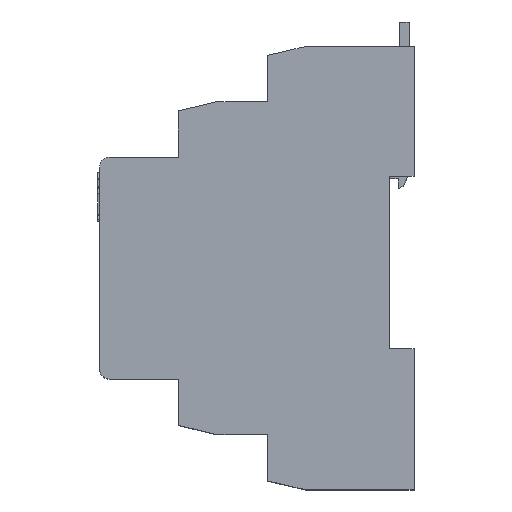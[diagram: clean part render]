
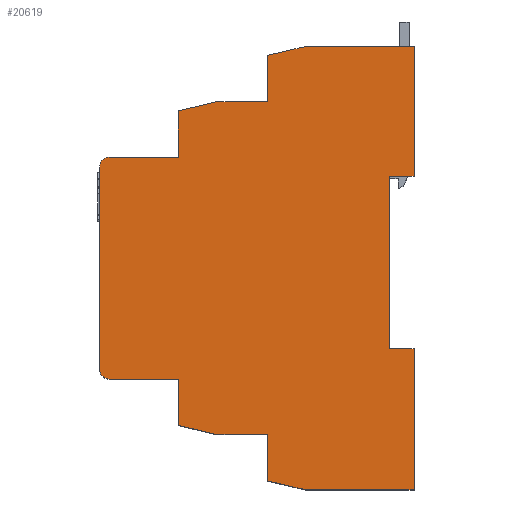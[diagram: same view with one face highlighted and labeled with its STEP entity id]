
A CAD part, top view. The second image highlights one B-rep face of the part: STEP entity #20619.
In plain terms, the highlighted planar face has unit normal (0, 0, 1).
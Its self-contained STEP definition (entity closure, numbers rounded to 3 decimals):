
#16581=DIRECTION('',(0.,1.,0.));
#16582=VECTOR('',#16581,41.);
#16583=CARTESIAN_POINT('',(19812.475,9510.043,35.));
#16584=LINE('',#16583,#16582);
#16737=DIRECTION('',(1.,0.,0.));
#16738=VECTOR('',#16737,14.);
#16739=CARTESIAN_POINT('',(19814.475,9553.043,35.));
#16740=LINE('',#16739,#16738);
#16744=CARTESIAN_POINT('',(19814.475,9551.043,35.));
#16745=DIRECTION('',(0.,0.,1.));
#16746=DIRECTION('',(0.,1.,0.));
#16747=AXIS2_PLACEMENT_3D('',#16744,#16745,#16746);
#16752=DIRECTION('',(-0.973,-0.23,0.));
#16753=VECTOR('',#16752,7.81);
#16754=CARTESIAN_POINT('',(19836.075,9564.243,35.));
#16755=LINE('',#16754,#16753);
#16759=DIRECTION('',(-0.973,-0.23,0.));
#16760=VECTOR('',#16759,7.81);
#16761=CARTESIAN_POINT('',(19854.175,9575.493,35.));
#16762=LINE('',#16761,#16760);
#16766=DIRECTION('',(0.973,-0.23,0.));
#16767=VECTOR('',#16766,7.81);
#16768=CARTESIAN_POINT('',(19846.575,9487.393,35.));
#16769=LINE('',#16768,#16767);
#16773=DIRECTION('',(0.973,-0.23,0.));
#16774=VECTOR('',#16773,7.81);
#16775=CARTESIAN_POINT('',(19828.475,9498.643,35.));
#16776=LINE('',#16775,#16774);
#16780=DIRECTION('',(1.,0.,0.));
#16781=VECTOR('',#16780,14.);
#16782=CARTESIAN_POINT('',(19814.475,9508.043,35.));
#16783=LINE('',#16782,#16781);
#16787=CARTESIAN_POINT('',(19814.475,9510.043,35.));
#16788=DIRECTION('',(0.,0.,1.));
#16789=DIRECTION('',(-1.,0.,0.));
#16790=AXIS2_PLACEMENT_3D('',#16787,#16788,#16789);
#16795=DIRECTION('',(0.,1.,0.));
#16796=VECTOR('',#16795,9.4);
#16797=CARTESIAN_POINT('',(19828.475,9553.043,35.));
#16798=LINE('',#16797,#16796);
#16830=DIRECTION('',(1.,0.,0.));
#16831=VECTOR('',#16830,10.5);
#16832=CARTESIAN_POINT('',(19836.075,9564.243,35.));
#16833=LINE('',#16832,#16831);
#16844=DIRECTION('',(0.,1.,0.));
#16845=VECTOR('',#16844,9.45);
#16846=CARTESIAN_POINT('',(19846.575,9564.243,35.));
#16847=LINE('',#16846,#16845);
#16874=DIRECTION('',(1.,0.,0.));
#16875=VECTOR('',#16874,22.1);
#16876=CARTESIAN_POINT('',(19854.175,9575.493,35.));
#16877=LINE('',#16876,#16875);
#17056=DIRECTION('',(0.,-1.,0.));
#17057=VECTOR('',#17056,35.);
#17058=CARTESIAN_POINT('',(19871.275,9549.193,35.));
#17059=LINE('',#17058,#17057);
#17133=DIRECTION('',(0.,-1.,0.));
#17134=VECTOR('',#17133,26.3);
#17135=CARTESIAN_POINT('',(19876.275,9575.493,35.));
#17136=LINE('',#17135,#17134);
#17168=DIRECTION('',(-1.,0.,0.));
#17169=VECTOR('',#17168,5.);
#17170=CARTESIAN_POINT('',(19876.275,9549.193,35.));
#17171=LINE('',#17170,#17169);
#17420=DIRECTION('',(0.,-1.,0.));
#17421=VECTOR('',#17420,28.6);
#17422=CARTESIAN_POINT('',(19876.275,9514.193,35.));
#17423=LINE('',#17422,#17421);
#17448=DIRECTION('',(1.,0.,0.));
#17449=VECTOR('',#17448,5.);
#17450=CARTESIAN_POINT('',(19871.275,9514.193,35.));
#17451=LINE('',#17450,#17449);
#17546=DIRECTION('',(-1.,0.,0.));
#17547=VECTOR('',#17546,22.1);
#17548=CARTESIAN_POINT('',(19876.275,9485.593,35.));
#17549=LINE('',#17548,#17547);
#17574=DIRECTION('',(0.,1.,0.));
#17575=VECTOR('',#17574,9.45);
#17576=CARTESIAN_POINT('',(19846.575,9487.393,35.));
#17577=LINE('',#17576,#17575);
#17604=DIRECTION('',(-1.,0.,0.));
#17605=VECTOR('',#17604,10.5);
#17606=CARTESIAN_POINT('',(19846.575,9496.843,35.));
#17607=LINE('',#17606,#17605);
#17625=DIRECTION('',(0.,1.,0.));
#17626=VECTOR('',#17625,9.4);
#17627=CARTESIAN_POINT('',(19828.475,9498.643,35.));
#17628=LINE('',#17627,#17626);
#19849=CARTESIAN_POINT('',(19812.475,9551.043,35.));
#19851=VERTEX_POINT('',#19849);
#19852=CARTESIAN_POINT('',(19814.475,9553.043,35.));
#19853=VERTEX_POINT('',#19852);
#19896=CARTESIAN_POINT('',(19812.475,9510.043,35.));
#19897=VERTEX_POINT('',#19896);
#19898=CARTESIAN_POINT('',(19814.475,9508.043,35.));
#19899=VERTEX_POINT('',#19898);
#19900=CARTESIAN_POINT('',(19828.475,9508.043,35.));
#19901=VERTEX_POINT('',#19900);
#19902=CARTESIAN_POINT('',(19828.475,9498.643,35.));
#19903=VERTEX_POINT('',#19902);
#19904=CARTESIAN_POINT('',(19836.075,9496.843,35.));
#19905=VERTEX_POINT('',#19904);
#19906=CARTESIAN_POINT('',(19846.575,9496.843,35.));
#19907=VERTEX_POINT('',#19906);
#19908=CARTESIAN_POINT('',(19846.575,9487.393,35.));
#19909=VERTEX_POINT('',#19908);
#19910=CARTESIAN_POINT('',(19854.175,9485.593,35.));
#19911=VERTEX_POINT('',#19910);
#19912=CARTESIAN_POINT('',(19876.275,9485.593,35.));
#19913=VERTEX_POINT('',#19912);
#19914=CARTESIAN_POINT('',(19876.275,9514.193,35.));
#19915=VERTEX_POINT('',#19914);
#19916=CARTESIAN_POINT('',(19871.275,9514.193,35.));
#19917=VERTEX_POINT('',#19916);
#19918=CARTESIAN_POINT('',(19871.275,9549.193,35.));
#19919=VERTEX_POINT('',#19918);
#19920=CARTESIAN_POINT('',(19876.275,9549.193,35.));
#19921=VERTEX_POINT('',#19920);
#19922=CARTESIAN_POINT('',(19876.275,9575.493,35.));
#19923=VERTEX_POINT('',#19922);
#19924=CARTESIAN_POINT('',(19854.175,9575.493,35.));
#19925=VERTEX_POINT('',#19924);
#19926=CARTESIAN_POINT('',(19846.575,9573.693,35.));
#19927=VERTEX_POINT('',#19926);
#19928=CARTESIAN_POINT('',(19846.575,9564.243,35.));
#19929=VERTEX_POINT('',#19928);
#19930=CARTESIAN_POINT('',(19836.075,9564.243,35.));
#19931=VERTEX_POINT('',#19930);
#19932=CARTESIAN_POINT('',(19828.475,9562.443,35.));
#19933=VERTEX_POINT('',#19932);
#19934=CARTESIAN_POINT('',(19828.475,9553.043,35.));
#19935=VERTEX_POINT('',#19934);
#20571=CARTESIAN_POINT('',(19814.475,9530.543,35.));
#20572=DIRECTION('',(0.,0.,1.));
#20573=DIRECTION('',(0.,1.,0.));
#20574=AXIS2_PLACEMENT_3D('',#20571,#20572,#20573);
#20575=PLANE('',#20574);
#20576=ORIENTED_EDGE('',*,*,#20479,.T.);
#20577=ORIENTED_EDGE('',*,*,#20459,.F.);
#20578=ORIENTED_EDGE('',*,*,#20555,.T.);
#20580=ORIENTED_EDGE('',*,*,#20579,.T.);
#20582=ORIENTED_EDGE('',*,*,#20581,.F.);
#20584=ORIENTED_EDGE('',*,*,#20583,.T.);
#20586=ORIENTED_EDGE('',*,*,#20585,.T.);
#20588=ORIENTED_EDGE('',*,*,#20587,.F.);
#20590=ORIENTED_EDGE('',*,*,#20589,.T.);
#20592=ORIENTED_EDGE('',*,*,#20591,.T.);
#20594=ORIENTED_EDGE('',*,*,#20593,.T.);
#20596=ORIENTED_EDGE('',*,*,#20595,.T.);
#20598=ORIENTED_EDGE('',*,*,#20597,.T.);
#20600=ORIENTED_EDGE('',*,*,#20599,.T.);
#20602=ORIENTED_EDGE('',*,*,#20601,.T.);
#20604=ORIENTED_EDGE('',*,*,#20603,.F.);
#20606=ORIENTED_EDGE('',*,*,#20605,.T.);
#20608=ORIENTED_EDGE('',*,*,#20607,.T.);
#20610=ORIENTED_EDGE('',*,*,#20609,.F.);
#20612=ORIENTED_EDGE('',*,*,#20611,.T.);
#20614=ORIENTED_EDGE('',*,*,#20613,.F.);
#20616=ORIENTED_EDGE('',*,*,#20615,.F.);
#20617=EDGE_LOOP('',(#20576,#20577,#20578,#20580,#20582,#20584,#20586,#20588,
#20590,#20592,#20594,#20596,#20598,#20600,#20602,#20604,#20606,#20608,#20610,
#20612,#20614,#20616));
#20618=FACE_OUTER_BOUND('',#20617,.F.);
#16748=CIRCLE('',#16747,2.);
#16791=CIRCLE('',#16790,2.);
#20459=EDGE_CURVE('',#19853,#19851,#16748,.T.);
#20479=EDGE_CURVE('',#19897,#19851,#16584,.T.);
#20555=EDGE_CURVE('',#19853,#19935,#16740,.T.);
#20579=EDGE_CURVE('',#19935,#19933,#16798,.T.);
#20581=EDGE_CURVE('',#19931,#19933,#16755,.T.);
#20583=EDGE_CURVE('',#19931,#19929,#16833,.T.);
#20585=EDGE_CURVE('',#19929,#19927,#16847,.T.);
#20587=EDGE_CURVE('',#19925,#19927,#16762,.T.);
#20589=EDGE_CURVE('',#19925,#19923,#16877,.T.);
#20591=EDGE_CURVE('',#19923,#19921,#17136,.T.);
#20593=EDGE_CURVE('',#19921,#19919,#17171,.T.);
#20595=EDGE_CURVE('',#19919,#19917,#17059,.T.);
#20597=EDGE_CURVE('',#19917,#19915,#17451,.T.);
#20599=EDGE_CURVE('',#19915,#19913,#17423,.T.);
#20601=EDGE_CURVE('',#19913,#19911,#17549,.T.);
#20603=EDGE_CURVE('',#19909,#19911,#16769,.T.);
#20605=EDGE_CURVE('',#19909,#19907,#17577,.T.);
#20607=EDGE_CURVE('',#19907,#19905,#17607,.T.);
#20609=EDGE_CURVE('',#19903,#19905,#16776,.T.);
#20611=EDGE_CURVE('',#19903,#19901,#17628,.T.);
#20613=EDGE_CURVE('',#19899,#19901,#16783,.T.);
#20615=EDGE_CURVE('',#19897,#19899,#16791,.T.);
#20619=ADVANCED_FACE('',(#20618),#20575,.T.);
